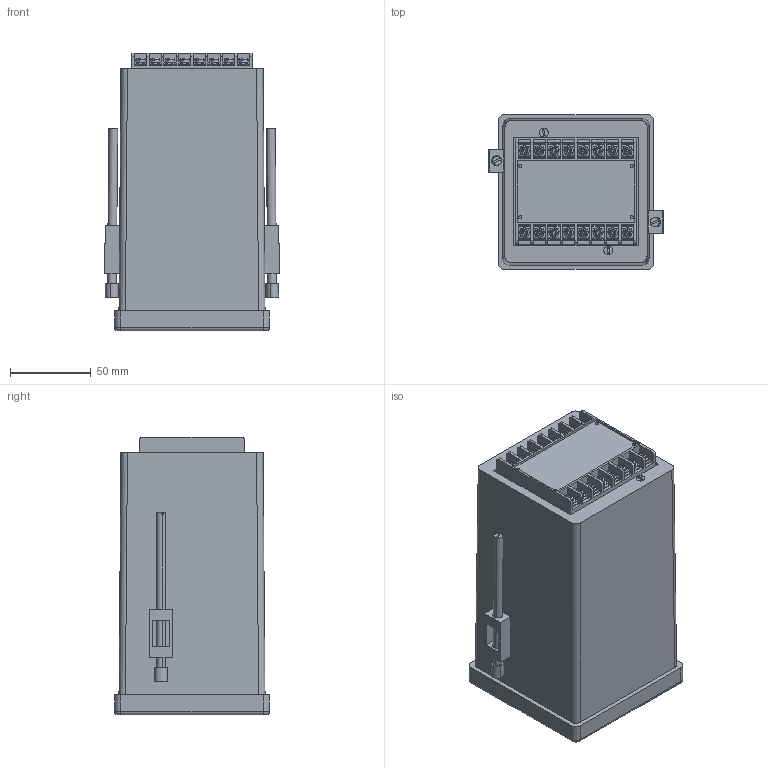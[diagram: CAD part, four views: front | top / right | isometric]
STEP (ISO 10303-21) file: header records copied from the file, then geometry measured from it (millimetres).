
FILE_DESCRIPTION (( 'STEP AP214' ), '1' );
FILE_NAME ('IC-150-05.STEP', '2022-01-17T14:31:35', ( '' ), ( '' ), 'SwSTEP 2.0', 'SolidWorks 2017', '' );
FILE_SCHEMA (( 'AUTOMOTIVE_DESIGN' ));
Length unit declared in the file: millimetre
Products named in the file (116): Screw-Countershank-Small; Washer; BP-96-01; C-Type Terminal-Sheet metal; C-Type Terminal Nut; Clamp-Plastic-2; Screw; IC-150-05; Clamp-Metal-110; C Type Terminal TC-C; Metal Plate MPL-150; Angels MAG-150; Screw-smallest; BrassInsert; Clamp-Plastic-1; Case IC-150; Screw-Countershank; Front Plate FP-96-01; Screw+Washer; Red Transparent Sheet RTS-96-01; Back Plate BP-96-01. C Term; Clamp-110
Assembly tree (51 placements, depth 5):
  Screw-Countershank-Small
  Washer
  C-Type Terminal-Sheet metal
  C-Type Terminal Nut
  Clamp-Plastic-2
Bounding box: 108.12 x 96 x 172 mm (x, y, z)
Volume: 198665.9 mm3; surface area: 228156.3 mm2
Topology: 93 solids, 93 shells, 3322 faces, 8596 edges, 5410 vertices
Faces by surface type: plane 2048, cylinder 998, cone 112, bspline 64, torus 52, sphere 48
Entity records: 37522 total; most frequent: CARTESIAN_POINT 6945, ORIENTED_EDGE 6072, DIRECTION 5717, EDGE_CURVE 3036, VECTOR 2451, LINE 2451, VERTEX_POINT 1977, AXIS2_PLACEMENT_3D 1633
